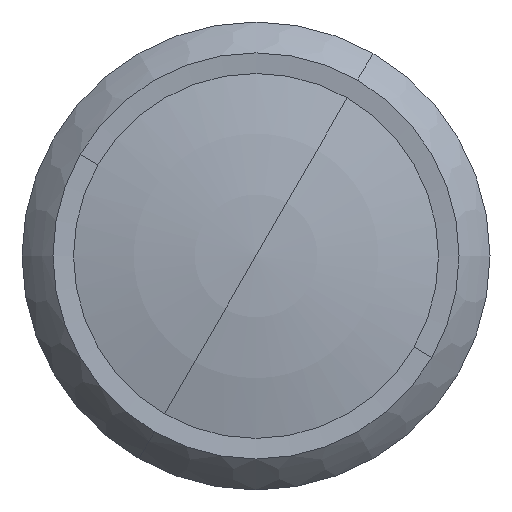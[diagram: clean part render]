
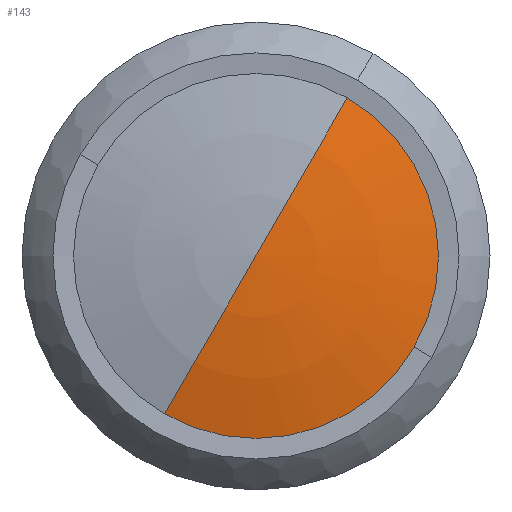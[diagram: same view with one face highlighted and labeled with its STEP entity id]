
A CAD part, top view. The second image highlights one B-rep face of the part: STEP entity #143.
In plain terms, the highlighted toroidal (fillet/blend) face has major radius 0 mm and minor radius 50 mm.
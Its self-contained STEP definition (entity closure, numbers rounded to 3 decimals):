
#143=ADVANCED_FACE('',(#355),#356,.T.);
#355=FACE_OUTER_BOUND('',#644,.T.);
#356=TOROIDAL_SURFACE('',#645,0.,50.);
#644=EDGE_LOOP('',(#1022,#1023,#1024,#1025));
#645=AXIS2_PLACEMENT_3D('',#1026,#1027,#1028);
#1022=ORIENTED_EDGE('',*,*,#1797,.T.);
#1023=ORIENTED_EDGE('',*,*,#1798,.T.);
#1024=ORIENTED_EDGE('',*,*,#1794,.F.);
#1025=ORIENTED_EDGE('',*,*,#1799,.F.);
#1026=CARTESIAN_POINT('',(14.75,14.738,-13.8));
#1027=DIRECTION('',(-0.0,0.0,-1.0));
#1028=DIRECTION('',(-0.5,-0.866,0.0));
#1794=EDGE_CURVE('',#2181,#2183,#2184,.T.);
#1797=EDGE_CURVE('',#2187,#2188,#2189,.T.);
#1798=EDGE_CURVE('',#2188,#2183,#2190,.T.);
#1799=EDGE_CURVE('',#2187,#2181,#2191,.T.);
#2181=VERTEX_POINT('',#2797);
#2183=VERTEX_POINT('',#2800);
#2184=CIRCLE('',#2801,11.502);
#2187=VERTEX_POINT('',#2804);
#2188=VERTEX_POINT('',#2805);
#2189=CIRCLE('',#2806,50.);
#2190=CIRCLE('',#2807,50.);
#2191=CIRCLE('',#2808,11.502);
#2797=CARTESIAN_POINT('',(24.711,8.987,34.859));
#2800=CARTESIAN_POINT('',(8.999,4.777,34.859));
#2801=AXIS2_PLACEMENT_3D('',#3508,#3509,#3510);
#2804=CARTESIAN_POINT('',(20.501,24.699,34.859));
#2805=CARTESIAN_POINT('',(14.75,14.738,36.2));
#2806=AXIS2_PLACEMENT_3D('',#3514,#3515,#3516);
#2807=AXIS2_PLACEMENT_3D('',#3517,#3518,#3519);
#2808=AXIS2_PLACEMENT_3D('',#3520,#3521,#3522);
#3508=CARTESIAN_POINT('',(14.75,14.738,34.859));
#3509=DIRECTION('',(0.0,0.0,-1.0));
#3510=DIRECTION('',(-0.866,0.5,0.0));
#3514=CARTESIAN_POINT('',(14.75,14.738,-13.8));
#3515=DIRECTION('',(0.866,-0.5,0.0));
#3516=DIRECTION('',(0.5,0.866,0.0));
#3517=CARTESIAN_POINT('',(14.75,14.738,-13.8));
#3518=DIRECTION('',(0.866,-0.5,0.0));
#3519=DIRECTION('',(-0.5,-0.866,-0.0));
#3520=CARTESIAN_POINT('',(14.75,14.738,34.859));
#3521=DIRECTION('',(0.0,0.0,-1.0));
#3522=DIRECTION('',(-0.866,0.5,0.0));
